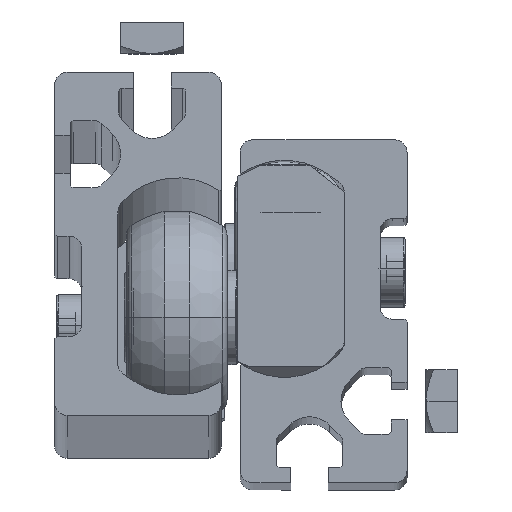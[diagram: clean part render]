
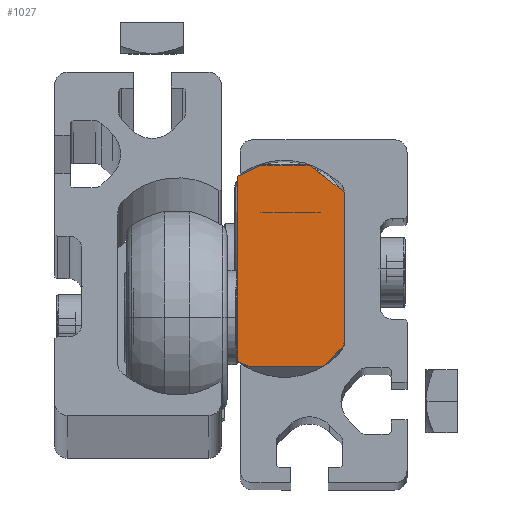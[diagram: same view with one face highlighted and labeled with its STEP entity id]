
A CAD part, top view. The second image highlights one B-rep face of the part: STEP entity #1027.
In plain terms, the highlighted face is planar.
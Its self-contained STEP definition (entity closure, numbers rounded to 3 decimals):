
#157 = VECTOR ( 'NONE', #17190, 1000. ) ;
#216 = CARTESIAN_POINT ( 'NONE',  ( -19., 14.681, -8.5 ) ) ;
#318 = VECTOR ( 'NONE', #17639, 1000. ) ;
#343 = LINE ( 'NONE', #19455, #157 ) ;
#577 = CARTESIAN_POINT ( 'NONE',  ( -19., 16.5, -4.6 ) ) ;
#584 = CARTESIAN_POINT ( 'NONE',  ( -19., 16.5, -4.6 ) ) ;
#640 = VERTEX_POINT ( 'NONE', #6207 ) ;
#1027 = ADVANCED_FACE ( 'NONE', ( #7106 ), #9794, .T. ) ;
#1647 = VECTOR ( 'NONE', #14930, 1000. ) ;
#1719 = CARTESIAN_POINT ( 'NONE',  ( -19., 14.681, -8.5 ) ) ;
#1989 = VERTEX_POINT ( 'NONE', #14946 ) ;
#2206 = ORIENTED_EDGE ( 'NONE', *, *, #2826, .T. ) ;
#2287 = EDGE_CURVE ( 'NONE', #1989, #13612, #13039, .T. ) ;
#2826 = EDGE_CURVE ( 'NONE', #640, #15258, #7585, .T. ) ;
#2968 = CARTESIAN_POINT ( 'NONE',  ( -19., 16.5, 3. ) ) ;
#3200 = LINE ( 'NONE', #9541, #10760 ) ;
#3253 = ORIENTED_EDGE ( 'NONE', *, *, #7259, .T. ) ;
#3303 = VECTOR ( 'NONE', #13908, 1000. ) ;
#3516 = ORIENTED_EDGE ( 'NONE', *, *, #3719, .T. ) ;
#3719 = EDGE_CURVE ( 'NONE', #1989, #19754, #19585, .T. ) ;
#4906 = LINE ( 'NONE', #216, #19976 ) ;
#5443 = VECTOR ( 'NONE', #6765, 1000. ) ;
#6007 = CARTESIAN_POINT ( 'NONE',  ( -19., -12.2, 8.5 ) ) ;
#6207 = CARTESIAN_POINT ( 'NONE',  ( -19., -12.2, 8.5 ) ) ;
#6647 = VERTEX_POINT ( 'NONE', #10676 ) ;
#6765 = DIRECTION ( 'NONE',  ( 0., 0.616, -0.788 ) ) ;
#7106 = FACE_OUTER_BOUND ( 'NONE', #8075, .T. ) ;
#7259 = EDGE_CURVE ( 'NONE', #19754, #19539, #4906, .T. ) ;
#7341 = ORIENTED_EDGE ( 'NONE', *, *, #2287, .F. ) ;
#7585 = LINE ( 'NONE', #6007, #3303 ) ;
#8014 = CARTESIAN_POINT ( 'NONE',  ( -19., -15.5, 5.2 ) ) ;
#8075 = EDGE_LOOP ( 'NONE', ( #18809, #7341, #3516, #3253, #16631, #20290, #10658, #2206 ) ) ;
#8405 = EDGE_CURVE ( 'NONE', #15258, #13612, #16016, .T. ) ;
#9541 = CARTESIAN_POINT ( 'NONE',  ( -19., -14.661, -8.5 ) ) ;
#9674 = DIRECTION ( 'NONE',  ( 0., -1., 0. ) ) ;
#9794 = PLANE ( 'NONE',  #11498 ) ;
#10292 = VERTEX_POINT ( 'NONE', #11008 ) ;
#10658 = ORIENTED_EDGE ( 'NONE', *, *, #12433, .F. ) ;
#10676 = CARTESIAN_POINT ( 'NONE',  ( -19., -15.5, -6.7 ) ) ;
#10760 = VECTOR ( 'NONE', #15878, 1000. ) ;
#11008 = CARTESIAN_POINT ( 'NONE',  ( -19., -15.5, 5.2 ) ) ;
#11191 = DIRECTION ( 'NONE',  ( 0., 0., 1. ) ) ;
#11498 = AXIS2_PLACEMENT_3D ( 'NONE', #19335, #13010, #16343 ) ;
#12433 = EDGE_CURVE ( 'NONE', #640, #10292, #343, .T. ) ;
#12761 = EDGE_CURVE ( 'NONE', #10292, #6647, #15907, .T. ) ;
#13010 = DIRECTION ( 'NONE',  ( -1., 0., 0. ) ) ;
#13039 = LINE ( 'NONE', #577, #15310 ) ;
#13612 = VERTEX_POINT ( 'NONE', #2968 ) ;
#13908 = DIRECTION ( 'NONE',  ( 0., 1., 0. ) ) ;
#14930 = DIRECTION ( 'NONE',  ( 0., -0.423, -0.906 ) ) ;
#14946 = CARTESIAN_POINT ( 'NONE',  ( -19., 16.5, -4.6 ) ) ;
#15258 = VERTEX_POINT ( 'NONE', #16383 ) ;
#15310 = VECTOR ( 'NONE', #11191, 1000. ) ;
#15878 = DIRECTION ( 'NONE',  ( 0., -0.423, 0.906 ) ) ;
#15907 = LINE ( 'NONE', #8014, #318 ) ;
#16016 = LINE ( 'NONE', #16121, #5443 ) ;
#16121 = CARTESIAN_POINT ( 'NONE',  ( -19., 12.203, 8.5 ) ) ;
#16343 = DIRECTION ( 'NONE',  ( 0., 0., 1. ) ) ;
#16383 = CARTESIAN_POINT ( 'NONE',  ( -19., 12.203, 8.5 ) ) ;
#16631 = ORIENTED_EDGE ( 'NONE', *, *, #17761, .T. ) ;
#17190 = DIRECTION ( 'NONE',  ( 0., -0.707, -0.707 ) ) ;
#17639 = DIRECTION ( 'NONE',  ( 0., 0., -1. ) ) ;
#17761 = EDGE_CURVE ( 'NONE', #19539, #6647, #3200, .T. ) ;
#18809 = ORIENTED_EDGE ( 'NONE', *, *, #8405, .T. ) ;
#19335 = CARTESIAN_POINT ( 'NONE',  ( -19., 1.5, 22.2 ) ) ;
#19455 = CARTESIAN_POINT ( 'NONE',  ( -19., -12.2, 8.5 ) ) ;
#19539 = VERTEX_POINT ( 'NONE', #20014 ) ;
#19585 = LINE ( 'NONE', #584, #1647 ) ;
#19754 = VERTEX_POINT ( 'NONE', #1719 ) ;
#19976 = VECTOR ( 'NONE', #9674, 1000. ) ;
#20014 = CARTESIAN_POINT ( 'NONE',  ( -19., -14.661, -8.5 ) ) ;
#20290 = ORIENTED_EDGE ( 'NONE', *, *, #12761, .F. ) ;
